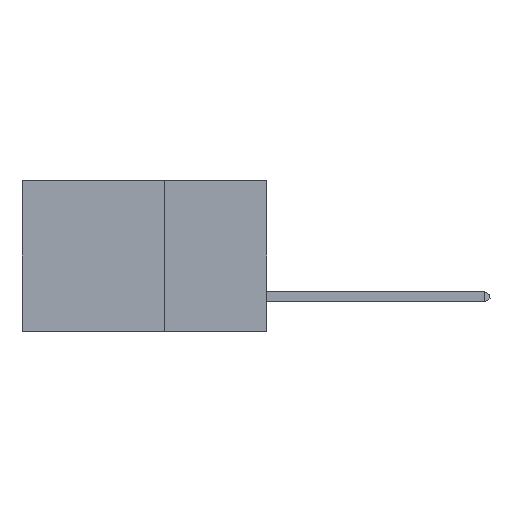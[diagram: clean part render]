
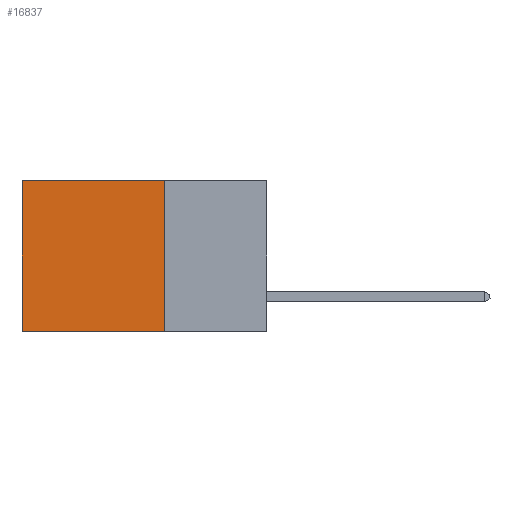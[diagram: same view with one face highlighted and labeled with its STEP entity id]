
A CAD part, left-side view. The second image highlights one B-rep face of the part: STEP entity #16837.
In plain terms, the highlighted planar face has unit normal (-1, 0, 0).
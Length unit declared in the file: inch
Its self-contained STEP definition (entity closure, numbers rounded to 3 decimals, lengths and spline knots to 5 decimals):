
#134 = CARTESIAN_POINT ( 'NONE',  ( 0.2875, 0.6, -0.37 ) ) ;
#468 = LINE ( 'NONE', #19950, #4954 ) ;
#1908 = LINE ( 'NONE', #14489, #5792 ) ;
#2414 = EDGE_CURVE ( 'NONE', #19100, #11927, #468, .T. ) ;
#4954 = VECTOR ( 'NONE', #21888, 39.37008 ) ;
#5709 = CARTESIAN_POINT ( 'NONE',  ( 0.2875, 0.6, 0. ) ) ;
#5792 = VECTOR ( 'NONE', #6789, 39.37008 ) ;
#6224 = EDGE_CURVE ( 'NONE', #14523, #13959, #22929, .T. ) ;
#6454 = PLANE ( 'NONE',  #23446 ) ;
#6692 = EDGE_CURVE ( 'NONE', #13959, #11927, #1908, .T. ) ;
#6789 = DIRECTION ( 'NONE',  ( 0., 1., 0. ) ) ;
#7654 = CARTESIAN_POINT ( 'NONE',  ( 0.2875, 0.25, 0. ) ) ;
#7840 = CARTESIAN_POINT ( 'NONE',  ( 0.2875, 0.25, 0. ) ) ;
#8417 = DIRECTION ( 'NONE',  ( 0., 0., -1. ) ) ;
#9220 = EDGE_CURVE ( 'NONE', #14523, #19100, #23099, .T. ) ;
#11927 = VERTEX_POINT ( 'NONE', #134 ) ;
#13959 = VERTEX_POINT ( 'NONE', #21467 ) ;
#14218 = ORIENTED_EDGE ( 'NONE', *, *, #9220, .T. ) ;
#14489 = CARTESIAN_POINT ( 'NONE',  ( 0.2875, 0.25, -0.37 ) ) ;
#14523 = VERTEX_POINT ( 'NONE', #7840 ) ;
#16837 = ADVANCED_FACE ( 'NONE', ( #20888 ), #6454, .F. ) ;
#17992 = VECTOR ( 'NONE', #23001, 39.37008 ) ;
#18832 = DIRECTION ( 'NONE',  ( 0., 0., -1. ) ) ;
#19100 = VERTEX_POINT ( 'NONE', #5709 ) ;
#19899 = DIRECTION ( 'NONE',  ( 1., 0., 0. ) ) ;
#19950 = CARTESIAN_POINT ( 'NONE',  ( 0.2875, 0.6, 0. ) ) ;
#20008 = ORIENTED_EDGE ( 'NONE', *, *, #6692, .F. ) ;
#20684 = ORIENTED_EDGE ( 'NONE', *, *, #2414, .T. ) ;
#20829 = EDGE_LOOP ( 'NONE', ( #20684, #20008, #21296, #14218 ) ) ;
#20888 = FACE_OUTER_BOUND ( 'NONE', #20829, .T. ) ;
#21296 = ORIENTED_EDGE ( 'NONE', *, *, #6224, .F. ) ;
#21467 = CARTESIAN_POINT ( 'NONE',  ( 0.2875, 0.25, -0.37 ) ) ;
#21888 = DIRECTION ( 'NONE',  ( 0., 0., -1. ) ) ;
#22336 = VECTOR ( 'NONE', #18832, 39.37008 ) ;
#22610 = CARTESIAN_POINT ( 'NONE',  ( 0.2875, 0.25, 0. ) ) ;
#22929 = LINE ( 'NONE', #22610, #22336 ) ;
#23001 = DIRECTION ( 'NONE',  ( 0., 1., 0. ) ) ;
#23099 = LINE ( 'NONE', #7654, #17992 ) ;
#23446 = AXIS2_PLACEMENT_3D ( 'NONE', #23656, #19899, #8417 ) ;
#23656 = CARTESIAN_POINT ( 'NONE',  ( 0.2875, 0.25, 0. ) ) ;
